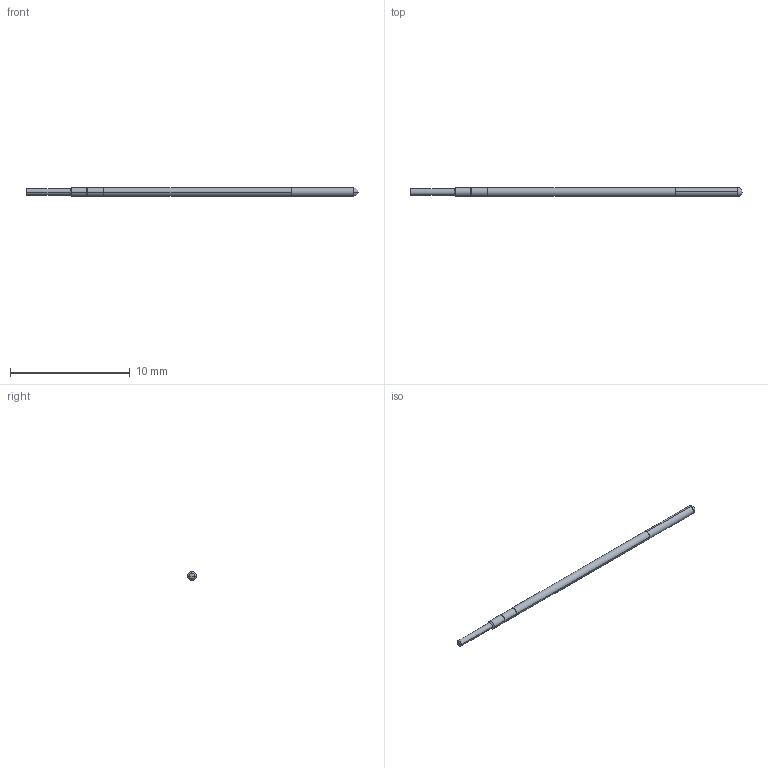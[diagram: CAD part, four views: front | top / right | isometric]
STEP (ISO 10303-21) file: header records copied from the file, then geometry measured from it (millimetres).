
FILE_DESCRIPTION (( 'STEP AP214' ), '1' );
FILE_NAME ('050-PLP1640_.STEP', '2016-03-25T15:16:45', ( 'u2' ), ( '' ), 'SwSTEP 2.0', 'SolidWorks 2016', '' );
FILE_SCHEMA (( 'AUTOMOTIVE_DESIGN' ));
Length unit declared in the file: inch
Products named in the file (1): 050-PLP1640_
Bounding box: 27.69 x 0.72 x 0.72 mm (x, y, z)
Volume: 10.4 mm3; surface area: 60.2 mm2
Topology: 1 solids, 1 shells, 21 faces, 44 edges, 24 vertices
Faces by surface type: cylinder 10, cone 6, sphere 4, plane 1
Entity records: 859 total; most frequent: DIRECTION 112, CARTESIAN_POINT 88, ORIENTED_EDGE 84, AXIS2_PLACEMENT_3D 48, EDGE_CURVE 42, CIRCLE 26, UNCERTAINTY_MEASURE_WITH_UNIT 24, LENGTH_MEASURE_WITH_UNIT 24
